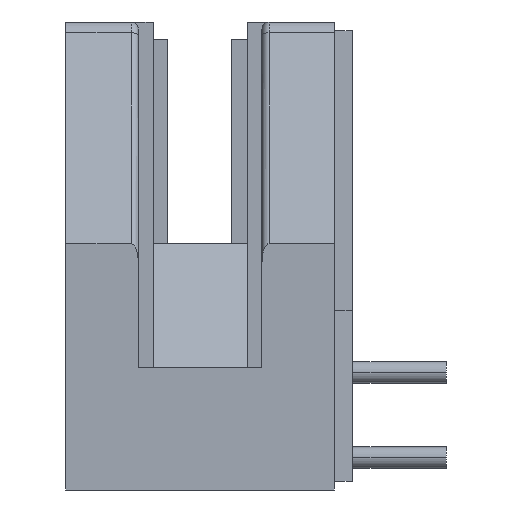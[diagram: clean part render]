
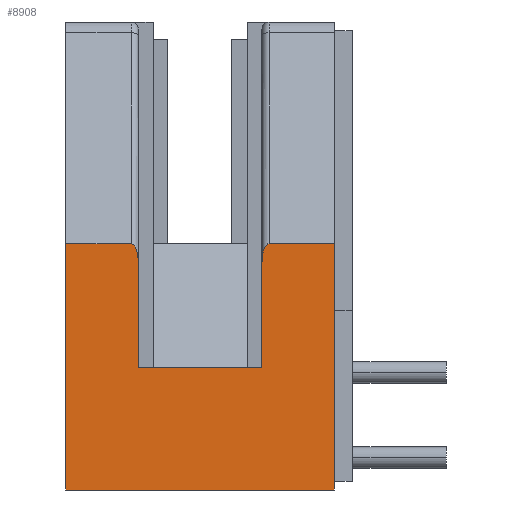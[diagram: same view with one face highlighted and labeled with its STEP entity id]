
A CAD part, left-side view. The second image highlights one B-rep face of the part: STEP entity #8908.
In plain terms, the highlighted planar face has unit normal (-1, 0, 0).
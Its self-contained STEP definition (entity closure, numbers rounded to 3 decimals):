
#203=DIRECTION('',(0.,0.,1.));
#204=VECTOR('',#203,7.341);
#205=CARTESIAN_POINT('',(-22.352,-4.001,-7.341));
#206=LINE('',#205,#204);
#1013=DIRECTION('',(0.,0.,1.));
#1014=VECTOR('',#1013,7.341);
#1015=CARTESIAN_POINT('',(-22.352,4.001,-7.341));
#1016=LINE('',#1015,#1014);
#2897=CARTESIAN_POINT('',(-22.352,1.842,-0.577));
#2898=CARTESIAN_POINT('',(-22.352,1.842,-0.511));
#2899=CARTESIAN_POINT('',(-22.352,1.85,-0.387));
#2900=CARTESIAN_POINT('',(-22.352,1.883,-0.221));
#2901=CARTESIAN_POINT('',(-22.352,1.928,-0.102));
#2902=CARTESIAN_POINT('',(-22.352,1.986,-0.028));
#2903=CARTESIAN_POINT('',(-22.352,2.024,0.));
#2904=CARTESIAN_POINT('',(-22.352,2.057,0.));
#2906=DIRECTION('',(0.,0.,-1.));
#2907=VECTOR('',#2906,3.106);
#2908=CARTESIAN_POINT('',(-22.352,1.842,-0.577));
#2909=LINE('',#2908,#2907);
#2910=DIRECTION('',(0.,1.,0.));
#2911=VECTOR('',#2910,3.683);
#2912=CARTESIAN_POINT('',(-22.352,-1.842,-3.683));
#2913=LINE('',#2912,#2911);
#2914=DIRECTION('',(0.,0.,-1.));
#2915=VECTOR('',#2914,3.106);
#2916=CARTESIAN_POINT('',(-22.352,-1.842,-0.577));
#2917=LINE('',#2916,#2915);
#2918=CARTESIAN_POINT('',(-22.352,-2.057,0.));
#2919=CARTESIAN_POINT('',(-22.352,-2.024,0.));
#2920=CARTESIAN_POINT('',(-22.352,-1.986,-0.028));
#2921=CARTESIAN_POINT('',(-22.352,-1.928,-0.102));
#2922=CARTESIAN_POINT('',(-22.352,-1.883,-0.221));
#2923=CARTESIAN_POINT('',(-22.352,-1.85,-0.387));
#2924=CARTESIAN_POINT('',(-22.352,-1.842,-0.511));
#2925=CARTESIAN_POINT('',(-22.352,-1.842,-0.577));
#2927=DIRECTION('',(0.,1.,0.));
#2928=VECTOR('',#2927,8.001);
#2929=CARTESIAN_POINT('',(-22.352,-4.001,-7.341));
#2930=LINE('',#2929,#2928);
#2993=DIRECTION('',(0.,1.,0.));
#2994=VECTOR('',#2993,1.943);
#2995=CARTESIAN_POINT('',(-22.352,2.057,0.));
#2996=LINE('',#2995,#2994);
#3001=DIRECTION('',(0.,1.,0.));
#3002=VECTOR('',#3001,1.943);
#3003=CARTESIAN_POINT('',(-22.352,-4.001,0.));
#3004=LINE('',#3003,#3002);
#4030=CARTESIAN_POINT('',(-22.352,-4.001,-7.341));
#4031=CARTESIAN_POINT('',(-22.352,-4.001,0.));
#4032=VERTEX_POINT('',#4030);
#4033=VERTEX_POINT('',#4031);
#4046=CARTESIAN_POINT('',(-22.352,4.001,-7.341));
#4047=CARTESIAN_POINT('',(-22.352,4.001,0.));
#4048=VERTEX_POINT('',#4046);
#4049=VERTEX_POINT('',#4047);
#4934=CARTESIAN_POINT('',(-22.352,-1.842,-3.683));
#4935=CARTESIAN_POINT('',(-22.352,1.842,-3.683));
#4936=VERTEX_POINT('',#4934);
#4937=VERTEX_POINT('',#4935);
#5194=CARTESIAN_POINT('',(-22.352,1.842,-0.577));
#5196=VERTEX_POINT('',#5194);
#5198=VERTEX_POINT('',#2904);
#5205=VERTEX_POINT('',#2918);
#5206=VERTEX_POINT('',#2925);
#8887=CARTESIAN_POINT('',(-22.352,-4.001,-7.341));
#8888=DIRECTION('',(-1.,0.,0.));
#8889=DIRECTION('',(0.,0.,1.));
#8890=AXIS2_PLACEMENT_3D('',#8887,#8888,#8889);
#8891=PLANE('',#8890);
#8892=ORIENTED_EDGE('',*,*,#8878,.F.);
#8893=ORIENTED_EDGE('',*,*,#8867,.T.);
#8894=ORIENTED_EDGE('',*,*,#8274,.F.);
#8896=ORIENTED_EDGE('',*,*,#8895,.F.);
#8898=ORIENTED_EDGE('',*,*,#8897,.F.);
#8900=ORIENTED_EDGE('',*,*,#8899,.F.);
#8901=ORIENTED_EDGE('',*,*,#5320,.F.);
#8902=ORIENTED_EDGE('',*,*,#5555,.T.);
#8903=ORIENTED_EDGE('',*,*,#6584,.T.);
#8905=ORIENTED_EDGE('',*,*,#8904,.F.);
#8906=EDGE_LOOP('',(#8892,#8893,#8894,#8896,#8898,#8900,#8901,#8902,#8903,
#8905));
#8907=FACE_OUTER_BOUND('',#8906,.F.);
#2905=B_SPLINE_CURVE_WITH_KNOTS('',3,(#2897,#2898,#2899,#2900,#2901,#2902,#2903,
#2904),.UNSPECIFIED.,.F.,.F.,(4,1,1,1,1,4),(0.,0.25,0.5,0.75,0.875,
1.),.UNSPECIFIED.);
#2926=B_SPLINE_CURVE_WITH_KNOTS('',3,(#2918,#2919,#2920,#2921,#2922,#2923,#2924,
#2925),.UNSPECIFIED.,.F.,.F.,(4,1,1,1,1,4),(0.,0.125,0.25,0.5,0.75,
1.),.UNSPECIFIED.);
#5320=EDGE_CURVE('',#4032,#4033,#206,.T.);
#5555=EDGE_CURVE('',#4032,#4048,#2930,.T.);
#6584=EDGE_CURVE('',#4048,#4049,#1016,.T.);
#8274=EDGE_CURVE('',#4936,#4937,#2913,.T.);
#8867=EDGE_CURVE('',#5196,#4937,#2909,.T.);
#8878=EDGE_CURVE('',#5196,#5198,#2905,.T.);
#8895=EDGE_CURVE('',#5206,#4936,#2917,.T.);
#8897=EDGE_CURVE('',#5205,#5206,#2926,.T.);
#8899=EDGE_CURVE('',#4033,#5205,#3004,.T.);
#8904=EDGE_CURVE('',#5198,#4049,#2996,.T.);
#8908=ADVANCED_FACE('',(#8907),#8891,.T.);
